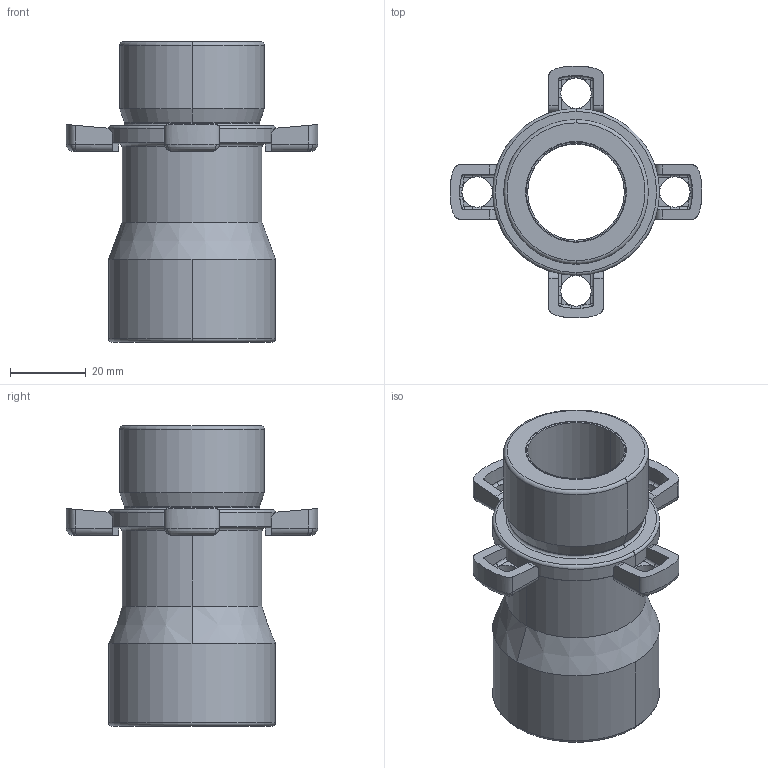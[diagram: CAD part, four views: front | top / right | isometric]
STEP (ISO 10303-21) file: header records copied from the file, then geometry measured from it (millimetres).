
FILE_DESCRIPTION (( 'STEP AP203' ), '1' );
FILE_NAME ('DieSetBearing_1C3E1AC0B2.step', '2022-10-26T10:39:25', ( '' ), ( '' ), 'SwSTEP 2.0', 'SolidWorks 2019', '' );
FILE_SCHEMA (( 'CONFIG_CONTROL_DESIGN' ));
Length unit declared in the file: inch
Products named in the file (3): lteZaVaeM3_CADModel_0; DieSetBearing_1C3E1AC0B2
Assembly tree (1 placements, depth 2):
  DieSetBearing_1C3E1AC0B2
    lteZaVaeM3_CADModel_0
  lteZaVaeM3_CADModel_0
Bounding box: 66.29 x 66.29 x 78.99 mm (x, y, z)
Volume: 61756 mm3; surface area: 34591.2 mm2
Topology: 6 solids, 6 shells, 194 faces, 484 edges, 284 vertices
Faces by surface type: cylinder 66, plane 58, bspline 40, torus 18, sphere 8, cone 4
Entity records: 9902 total; most frequent: CARTESIAN_POINT 5263, ORIENTED_EDGE 936, DIRECTION 900, EDGE_CURVE 468, AXIS2_PLACEMENT_3D 357, VERTEX_POINT 284, EDGE_LOOP 204, CIRCLE 198
